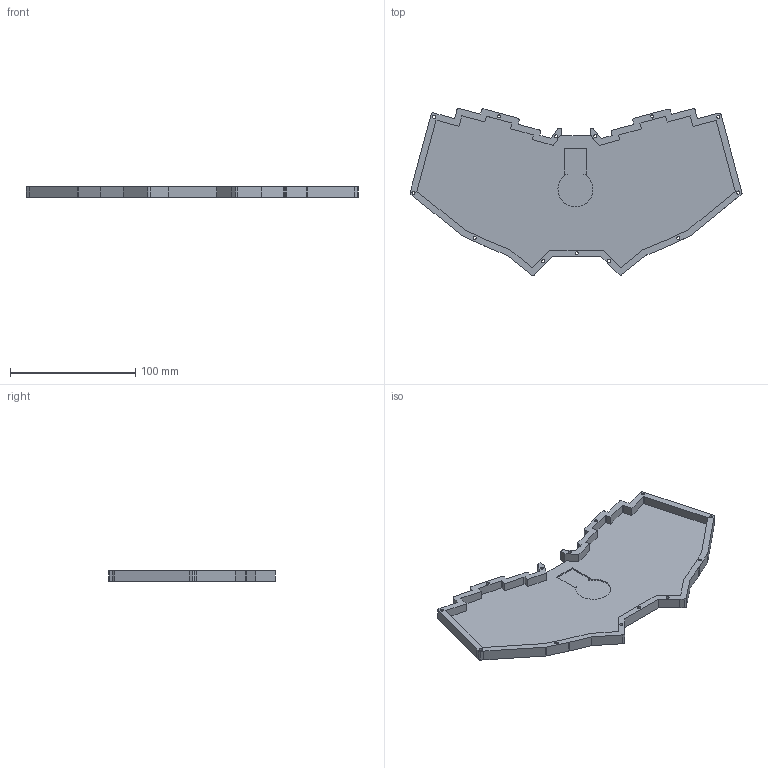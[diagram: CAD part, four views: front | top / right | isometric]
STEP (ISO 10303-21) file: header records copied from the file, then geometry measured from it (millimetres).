
FILE_DESCRIPTION(/* description */ (''),/* implementation_level */ '2;1');
FILE_NAME(/* name */ 'Bird fixed bottom.step',/* time_stamp */ '2024-09-19T09:35:07-07:00',/* author */ (''),/* organization */ (''),/* preprocessor_version */ 'ST-DEVELOPER v20',/* originating_system */ 'Autodesk Translation Framework v13.20.0.188',/* authorisation */ '');
FILE_SCHEMA (('AUTOMOTIVE_DESIGN { 1 0 10303 214 3 1 1 }'));
Length unit declared in the file: millimetre
Products named in the file (2): Phoenix; PKTrackball25minicomplete v1
Assembly tree (1 placements, depth 2):
  Phoenix
    PKTrackball25minicomplete v1
Bounding box: 265.21 x 133.38 x 8.6 mm (x, y, z)
Volume: 62916 mm3; surface area: 61996.4 mm2
Topology: 1 solids, 1 shells, 171 faces, 504 edges, 336 vertices
Faces by surface type: plane 141, cylinder 30
Full cylindrical faces by diameter (mm): 2.5 x13
Entity records: 5757 total; most frequent: CARTESIAN_POINT 1014, ORIENTED_EDGE 1008, DIRECTION 912, EDGE_CURVE 504, LINE 444, VECTOR 444, VERTEX_POINT 336, AXIS2_PLACEMENT_3D 234
